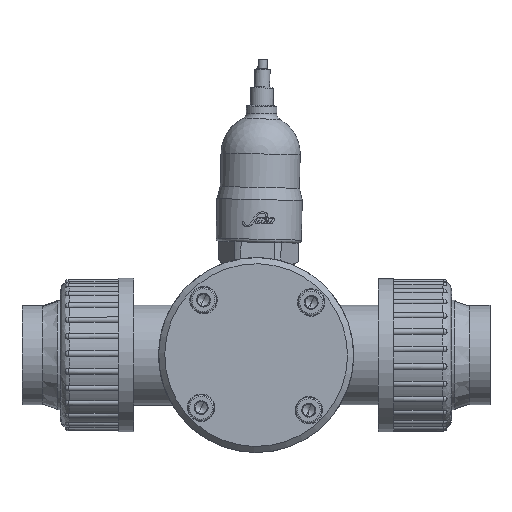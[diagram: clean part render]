
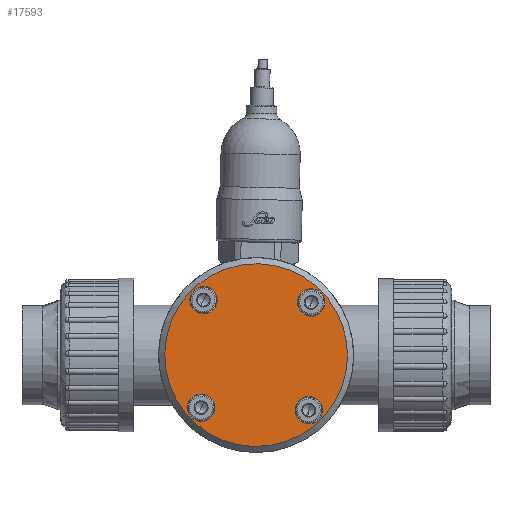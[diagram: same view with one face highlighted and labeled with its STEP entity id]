
A CAD part, front view. The second image highlights one B-rep face of the part: STEP entity #17593.
In plain terms, the highlighted planar face has unit normal (0, -1, 0).
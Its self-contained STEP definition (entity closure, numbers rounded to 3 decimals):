
#157 = EDGE_CURVE ( 'NONE', #2630, #2630, #13025, .T. ) ;
#745 = CIRCLE ( 'NONE', #4095, 4.5 ) ;
#797 = AXIS2_PLACEMENT_3D ( 'NONE', #18449, #14241, #8528 ) ;
#2630 = VERTEX_POINT ( 'NONE', #7075 ) ;
#2943 = CIRCLE ( 'NONE', #797, 30. ) ;
#2945 = FACE_BOUND ( 'NONE', #4555, .T. ) ;
#3065 = ORIENTED_EDGE ( 'NONE', *, *, #157, .F. ) ;
#3223 = FACE_BOUND ( 'NONE', #16677, .T. ) ;
#3401 = DIRECTION ( 'NONE',  ( 0., 0., -1. ) ) ;
#3649 = CARTESIAN_POINT ( 'NONE',  ( 17.678, 0., 13.178 ) ) ;
#4095 = AXIS2_PLACEMENT_3D ( 'NONE', #16600, #7846, #3401 ) ;
#4547 = DIRECTION ( 'NONE',  ( 0., 0., 1. ) ) ;
#4555 = EDGE_LOOP ( 'NONE', ( #12100 ) ) ;
#4865 = EDGE_CURVE ( 'NONE', #5935, #5935, #2943, .T. ) ;
#5363 = ORIENTED_EDGE ( 'NONE', *, *, #4865, .T. ) ;
#5884 = DIRECTION ( 'NONE',  ( 0., 0., -1. ) ) ;
#5935 = VERTEX_POINT ( 'NONE', #16110 ) ;
#5970 = FACE_BOUND ( 'NONE', #16925, .T. ) ;
#5987 = CIRCLE ( 'NONE', #10839, 4.5 ) ;
#6031 = CARTESIAN_POINT ( 'NONE',  ( 17.678, 0., -22.178 ) ) ;
#6156 = FACE_BOUND ( 'NONE', #6543, .T. ) ;
#6543 = EDGE_LOOP ( 'NONE', ( #3065 ) ) ;
#7029 = CARTESIAN_POINT ( 'NONE',  ( 17.678, 0., -17.678 ) ) ;
#7075 = CARTESIAN_POINT ( 'NONE',  ( -17.678, 0., 13.178 ) ) ;
#7497 = EDGE_LOOP ( 'NONE', ( #5363 ) ) ;
#7846 = DIRECTION ( 'NONE',  ( 0., -1., 0. ) ) ;
#8152 = CARTESIAN_POINT ( 'NONE',  ( 17.678, 0., 17.678 ) ) ;
#8528 = DIRECTION ( 'NONE',  ( 0., 0., 1. ) ) ;
#8936 = ORIENTED_EDGE ( 'NONE', *, *, #10512, .F. ) ;
#9334 = VERTEX_POINT ( 'NONE', #14862 ) ;
#10165 = AXIS2_PLACEMENT_3D ( 'NONE', #8152, #18348, #18251 ) ;
#10512 = EDGE_CURVE ( 'NONE', #17635, #17635, #5987, .T. ) ;
#10839 = AXIS2_PLACEMENT_3D ( 'NONE', #7029, #17408, #12834 ) ;
#11590 = DIRECTION ( 'NONE',  ( 0., 1., 0. ) ) ;
#11779 = PLANE ( 'NONE',  #15252 ) ;
#12100 = ORIENTED_EDGE ( 'NONE', *, *, #13363, .F. ) ;
#12834 = DIRECTION ( 'NONE',  ( 0., 0., -1. ) ) ;
#13025 = CIRCLE ( 'NONE', #13321, 4.5 ) ;
#13321 = AXIS2_PLACEMENT_3D ( 'NONE', #14249, #18639, #5884 ) ;
#13363 = EDGE_CURVE ( 'NONE', #16474, #16474, #16233, .T. ) ;
#13549 = EDGE_CURVE ( 'NONE', #9334, #9334, #745, .T. ) ;
#14241 = DIRECTION ( 'NONE',  ( 0., -1., 0. ) ) ;
#14249 = CARTESIAN_POINT ( 'NONE',  ( -17.678, 0., 17.678 ) ) ;
#14813 = FACE_OUTER_BOUND ( 'NONE', #7497, .T. ) ;
#14862 = CARTESIAN_POINT ( 'NONE',  ( -17.678, 0., -22.178 ) ) ;
#15252 = AXIS2_PLACEMENT_3D ( 'NONE', #16147, #11590, #4547 ) ;
#16110 = CARTESIAN_POINT ( 'NONE',  ( 0., 0., 30. ) ) ;
#16147 = CARTESIAN_POINT ( 'NONE',  ( 0., 0., 0. ) ) ;
#16233 = CIRCLE ( 'NONE', #10165, 4.5 ) ;
#16474 = VERTEX_POINT ( 'NONE', #3649 ) ;
#16600 = CARTESIAN_POINT ( 'NONE',  ( -17.678, 0., -17.678 ) ) ;
#16677 = EDGE_LOOP ( 'NONE', ( #8936 ) ) ;
#16925 = EDGE_LOOP ( 'NONE', ( #18281 ) ) ;
#17408 = DIRECTION ( 'NONE',  ( 0., -1., 0. ) ) ;
#17593 = ADVANCED_FACE ( 'NONE', ( #3223, #5970, #6156, #2945, #14813 ), #11779, .F. ) ;
#17635 = VERTEX_POINT ( 'NONE', #6031 ) ;
#18251 = DIRECTION ( 'NONE',  ( 0., 0., -1. ) ) ;
#18281 = ORIENTED_EDGE ( 'NONE', *, *, #13549, .F. ) ;
#18348 = DIRECTION ( 'NONE',  ( 0., -1., 0. ) ) ;
#18449 = CARTESIAN_POINT ( 'NONE',  ( 0., 0., 0. ) ) ;
#18639 = DIRECTION ( 'NONE',  ( 0., -1., 0. ) ) ;
